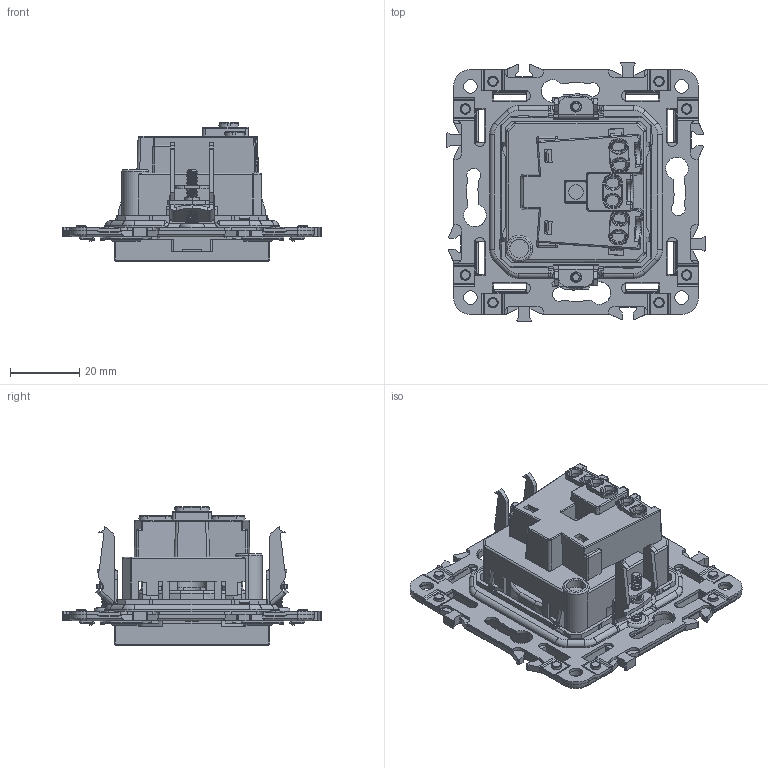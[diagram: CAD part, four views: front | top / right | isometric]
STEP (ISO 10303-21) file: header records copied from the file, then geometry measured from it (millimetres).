
FILE_DESCRIPTION (( 'STEP AP203' ), '1' );
FILE_NAME ('SK-R13-10 SKANDY Ðîç. áåç ç.ê ñ ç.ø 10À SK-R01 IEK.STEP', '2024-06-13T18:55:44', ( '' ), ( '' ), 'SwSTEP 2.0', 'SolidWorks 2022', '' );
FILE_SCHEMA (( 'CONFIG_CONTROL_DESIGN' ));
Products named in the file (1): SK-R13-10 SKANDY Роз. без з.к с з.ш 10А SK-R01 IEK
Bounding box: 74.7 x 74.7 x 39.95 mm (x, y, z)
Volume: 27854.3 mm3; surface area: 50041.6 mm2
Topology: 19 solids, 19 shells, 3664 faces, 10159 edges, 6508 vertices
Faces by surface type: plane 2077, cylinder 1170, torus 144, bspline 135, cone 112, sphere 26
Entity records: 145328 total; most frequent: CARTESIAN_POINT 53054, ORIENTED_EDGE 20280, DIRECTION 18115, EDGE_CURVE 10140, VECTOR 6855, LINE 6855, VERTEX_POINT 6506, AXIS2_PLACEMENT_3D 5630
